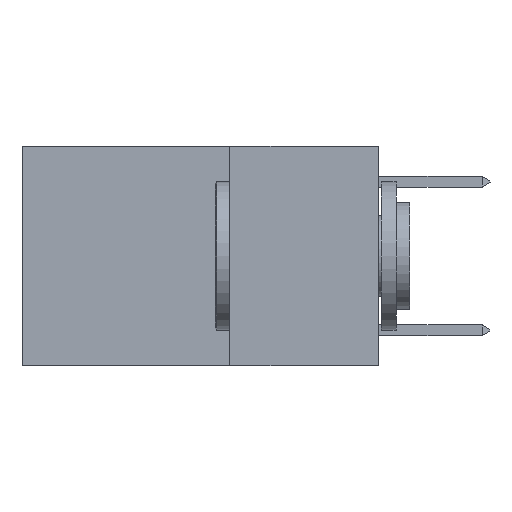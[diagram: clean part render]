
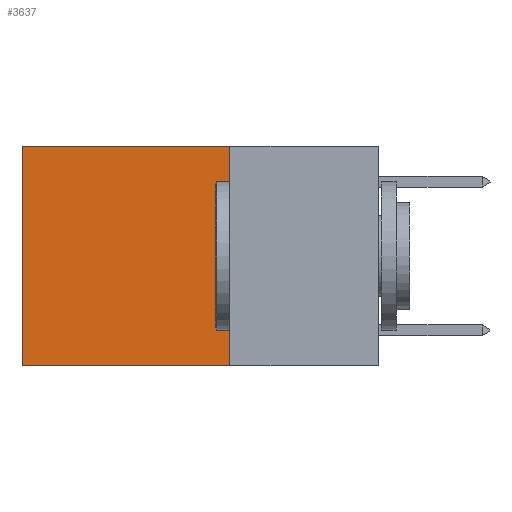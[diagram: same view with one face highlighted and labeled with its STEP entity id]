
A CAD part, left-side view. The second image highlights one B-rep face of the part: STEP entity #3637.
In plain terms, the highlighted planar face has unit normal (-1, 0, 0).
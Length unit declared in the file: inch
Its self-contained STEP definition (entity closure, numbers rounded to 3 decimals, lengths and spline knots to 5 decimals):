
#499 = ORIENTED_EDGE ( 'NONE', *, *, #2889, .T. ) ;
#918 = VERTEX_POINT ( 'NONE', #8822 ) ;
#939 = CARTESIAN_POINT ( 'NONE',  ( 0.2625, 0.25, 0. ) ) ;
#1034 = DIRECTION ( 'NONE',  ( 0., 0., -1. ) ) ;
#1207 = CARTESIAN_POINT ( 'NONE',  ( 0.2625, 0.25, 0. ) ) ;
#1814 = CARTESIAN_POINT ( 'NONE',  ( 0.2625, 0.25, 0. ) ) ;
#2568 = CARTESIAN_POINT ( 'NONE',  ( 0.2625, 0.6, 0. ) ) ;
#2752 = VECTOR ( 'NONE', #3790, 39.37008 ) ;
#2889 = EDGE_CURVE ( 'NONE', #6279, #5212, #10634, .T. ) ;
#3373 = DIRECTION ( 'NONE',  ( 0., 1., 0. ) ) ;
#3472 = ORIENTED_EDGE ( 'NONE', *, *, #5145, .F. ) ;
#3637 = ADVANCED_FACE ( 'NONE', ( #7891 ), #4626, .F. ) ;
#3790 = DIRECTION ( 'NONE',  ( 0., 0., -1. ) ) ;
#4138 = VECTOR ( 'NONE', #3373, 39.37008 ) ;
#4197 = ORIENTED_EDGE ( 'NONE', *, *, #8254, .T. ) ;
#4579 = AXIS2_PLACEMENT_3D ( 'NONE', #6241, #9627, #1034 ) ;
#4622 = LINE ( 'NONE', #1207, #2752 ) ;
#4626 = PLANE ( 'NONE',  #4579 ) ;
#4793 = EDGE_LOOP ( 'NONE', ( #499, #5169, #3472, #4197 ) ) ;
#5111 = LINE ( 'NONE', #9150, #4138 ) ;
#5145 = EDGE_CURVE ( 'NONE', #6846, #918, #4622, .T. ) ;
#5156 = DIRECTION ( 'NONE',  ( 0., 1., 0. ) ) ;
#5169 = ORIENTED_EDGE ( 'NONE', *, *, #9825, .F. ) ;
#5212 = VERTEX_POINT ( 'NONE', #9207 ) ;
#6107 = LINE ( 'NONE', #1814, #9802 ) ;
#6241 = CARTESIAN_POINT ( 'NONE',  ( 0.2625, 0.25, 0. ) ) ;
#6279 = VERTEX_POINT ( 'NONE', #2568 ) ;
#6846 = VERTEX_POINT ( 'NONE', #939 ) ;
#7297 = CARTESIAN_POINT ( 'NONE',  ( 0.2625, 0.6, 0. ) ) ;
#7596 = VECTOR ( 'NONE', #9971, 39.37008 ) ;
#7891 = FACE_OUTER_BOUND ( 'NONE', #4793, .T. ) ;
#8254 = EDGE_CURVE ( 'NONE', #6846, #6279, #6107, .T. ) ;
#8822 = CARTESIAN_POINT ( 'NONE',  ( 0.2625, 0.25, -0.37 ) ) ;
#9150 = CARTESIAN_POINT ( 'NONE',  ( 0.2625, 0.25, -0.37 ) ) ;
#9207 = CARTESIAN_POINT ( 'NONE',  ( 0.2625, 0.6, -0.37 ) ) ;
#9627 = DIRECTION ( 'NONE',  ( 1., 0., 0. ) ) ;
#9802 = VECTOR ( 'NONE', #5156, 39.37008 ) ;
#9825 = EDGE_CURVE ( 'NONE', #918, #5212, #5111, .T. ) ;
#9971 = DIRECTION ( 'NONE',  ( 0., 0., -1. ) ) ;
#10634 = LINE ( 'NONE', #7297, #7596 ) ;
